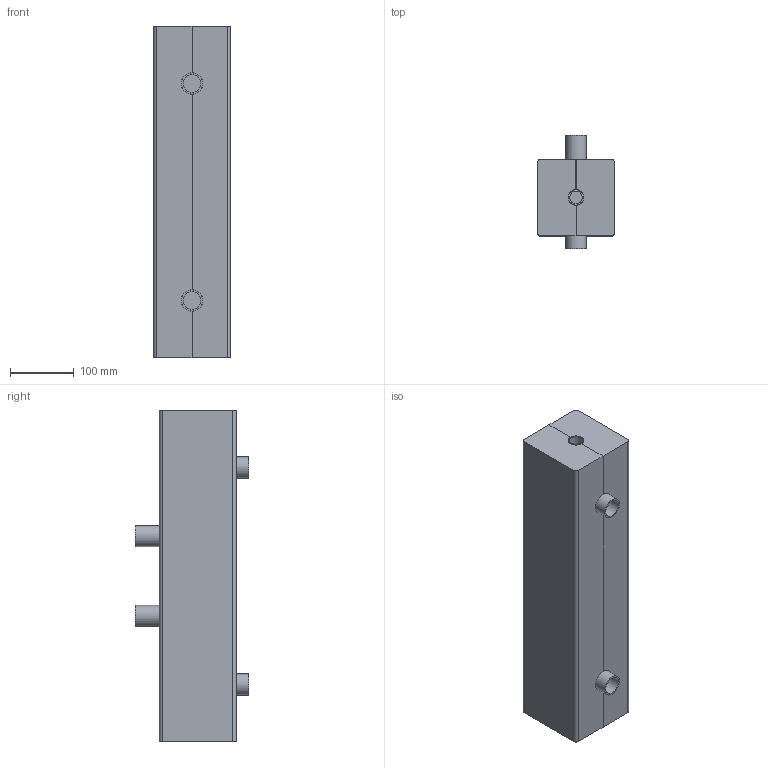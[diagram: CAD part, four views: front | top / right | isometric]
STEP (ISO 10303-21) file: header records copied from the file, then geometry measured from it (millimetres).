
FILE_DESCRIPTION(/* description */ (''),/* implementation_level */ '2;1');
FILE_NAME(/* name */ 'CPN70 DN25.stp',/* time_stamp */ '2015-09-18T19:23:13+02:00',/* author */ ('ARTUR'),/* organization */ (''),/* preprocessor_version */ 'ST-DEVELOPER v15.6',/* originating_system */ 'Autodesk Inventor 2015',/* authorisation */ '');
FILE_SCHEMA (('CONFIG_CONTROL_DESIGN'));
Length unit declared in the file: millimetre
Products named in the file (4): CPN70-01.00; CPN70-02.00; CPN70-02.00_MIR; CPN70 DN25
Bounding box: 120 x 178 x 520 mm (x, y, z)
Volume: 7423665.2 mm3; surface area: 654382.1 mm2
Topology: 3 solids, 3 shells, 90 faces, 210 edges, 140 vertices
Faces by surface type: plane 54, cylinder 36
Full cylindrical faces by diameter (mm): 20 x3, 24 x3, 28 x4, 33 x4
Entity records: 2635 total; most frequent: DIRECTION 462, CARTESIAN_POINT 433, ORIENTED_EDGE 392, EDGE_CURVE 196, AXIS2_PLACEMENT_3D 169, VERTEX_POINT 140, LINE 124, VECTOR 124
